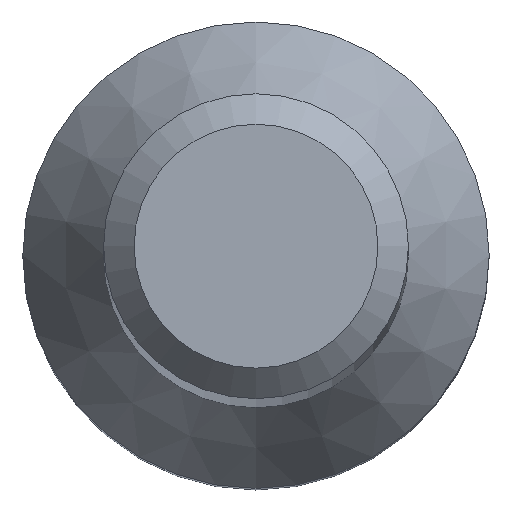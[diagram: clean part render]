
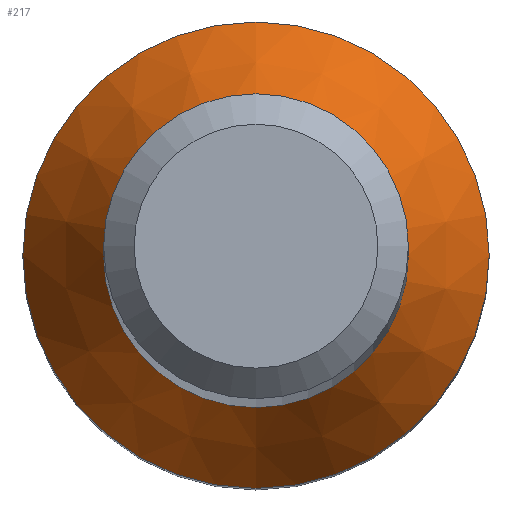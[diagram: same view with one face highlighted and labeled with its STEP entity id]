
A CAD part, top view. The second image highlights one B-rep face of the part: STEP entity #217.
In plain terms, the highlighted conical face has half-angle 30 degrees and reference radius 3.06 mm.
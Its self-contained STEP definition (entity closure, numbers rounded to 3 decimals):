
#27 = VERTEX_POINT ( 'NONE', #98 ) ;
#28 = AXIS2_PLACEMENT_3D ( 'NONE', #38, #224, #68 ) ;
#38 = CARTESIAN_POINT ( 'NONE',  ( 0., 0., 12.156 ) ) ;
#57 = CARTESIAN_POINT ( 'NONE',  ( 0., 0., 12.156 ) ) ;
#65 = CARTESIAN_POINT ( 'NONE',  ( 0., 0., 13.992 ) ) ;
#68 = DIRECTION ( 'NONE',  ( 0., 1., 0. ) ) ;
#70 = DIRECTION ( 'NONE',  ( 0., 1., 0. ) ) ;
#71 = CIRCLE ( 'NONE', #204, 2. ) ;
#95 = FACE_BOUND ( 'NONE', #154, .T. ) ;
#98 = CARTESIAN_POINT ( 'NONE',  ( 0., 2., 13.992 ) ) ;
#99 = CIRCLE ( 'NONE', #28, 3.06 ) ;
#121 = EDGE_LOOP ( 'NONE', ( #170 ) ) ;
#124 = EDGE_CURVE ( 'NONE', #190, #190, #99, .T. ) ;
#131 = DIRECTION ( 'NONE',  ( 0., 0., -1. ) ) ;
#148 = FACE_OUTER_BOUND ( 'NONE', #121, .T. ) ;
#151 = DIRECTION ( 'NONE',  ( 0., 1., 0. ) ) ;
#154 = EDGE_LOOP ( 'NONE', ( #186 ) ) ;
#159 = EDGE_CURVE ( 'NONE', #27, #27, #71, .T. ) ;
#165 = DIRECTION ( 'NONE',  ( 0., 0., -1. ) ) ;
#168 = AXIS2_PLACEMENT_3D ( 'NONE', #57, #131, #151 ) ;
#170 = ORIENTED_EDGE ( 'NONE', *, *, #124, .F. ) ;
#186 = ORIENTED_EDGE ( 'NONE', *, *, #159, .T. ) ;
#190 = VERTEX_POINT ( 'NONE', #213 ) ;
#204 = AXIS2_PLACEMENT_3D ( 'NONE', #65, #165, #70 ) ;
#205 = CONICAL_SURFACE ( 'NONE', #168, 3.06, 0.524 ) ;
#213 = CARTESIAN_POINT ( 'NONE',  ( 0., 3.06, 12.156 ) ) ;
#217 = ADVANCED_FACE ( 'NONE', ( #95, #148 ), #205, .T. ) ;
#224 = DIRECTION ( 'NONE',  ( 0., 0., -1. ) ) ;
